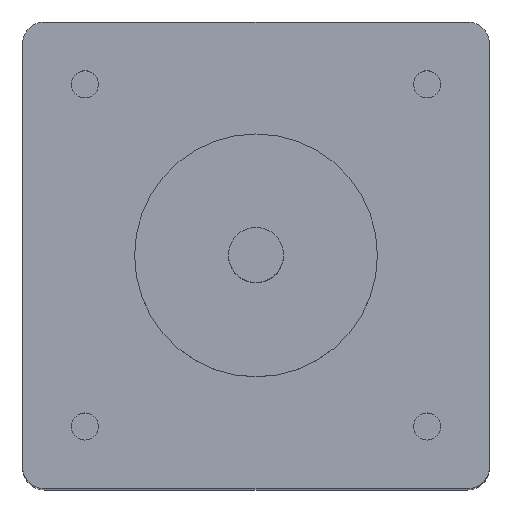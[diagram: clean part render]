
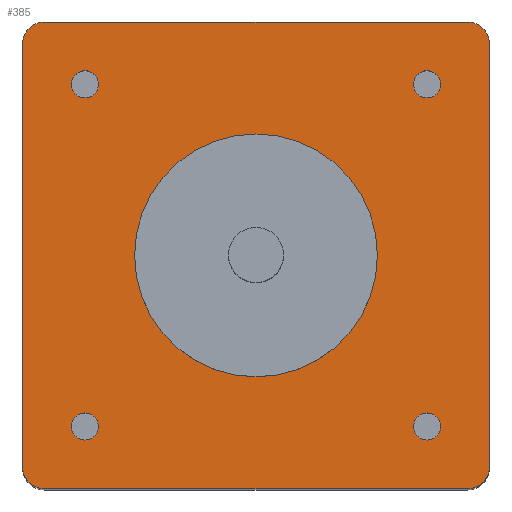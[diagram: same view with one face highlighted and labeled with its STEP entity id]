
A CAD part, top view. The second image highlights one B-rep face of the part: STEP entity #385.
In plain terms, the highlighted planar face has unit normal (0, 0, 1).
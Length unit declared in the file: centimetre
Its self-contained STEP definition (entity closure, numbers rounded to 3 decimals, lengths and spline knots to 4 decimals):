
#106=VECTOR('',#487,1.);
#107=VECTOR('',#490,1.);
#108=VECTOR('',#493,1.);
#109=VECTOR('',#496,1.);
#122=LINE('',#570,#106);
#123=LINE('',#574,#107);
#124=LINE('',#578,#108);
#125=LINE('',#582,#109);
#142=PLANE('',#421);
#149=VERTEX_POINT('',#528);
#151=VERTEX_POINT('',#534);
#153=VERTEX_POINT('',#540);
#155=VERTEX_POINT('',#546);
#159=VERTEX_POINT('',#558);
#162=VERTEX_POINT('',#565);
#163=VERTEX_POINT('',#567);
#164=VERTEX_POINT('',#571);
#165=VERTEX_POINT('',#573);
#166=VERTEX_POINT('',#575);
#167=VERTEX_POINT('',#577);
#168=VERTEX_POINT('',#579);
#169=VERTEX_POINT('',#581);
#177=CIRCLE('',#396,0.123);
#179=CIRCLE('',#400,0.123);
#181=CIRCLE('',#404,0.123);
#183=CIRCLE('',#408,0.123);
#187=CIRCLE('',#416,1.1);
#189=CIRCLE('',#420,0.2);
#190=CIRCLE('',#422,0.2);
#191=CIRCLE('',#423,0.2);
#192=CIRCLE('',#424,0.2);
#197=EDGE_CURVE('',#149,#149,#177,.T.);
#199=EDGE_CURVE('',#151,#151,#179,.T.);
#201=EDGE_CURVE('',#153,#153,#181,.T.);
#203=EDGE_CURVE('',#155,#155,#183,.T.);
#207=EDGE_CURVE('',#159,#159,#187,.T.);
#210=EDGE_CURVE('',#162,#163,#189,.T.);
#212=EDGE_CURVE('',#162,#164,#122,.T.);
#213=EDGE_CURVE('',#165,#164,#190,.T.);
#214=EDGE_CURVE('',#165,#166,#123,.T.);
#215=EDGE_CURVE('',#167,#166,#191,.T.);
#216=EDGE_CURVE('',#167,#168,#124,.T.);
#217=EDGE_CURVE('',#169,#168,#192,.T.);
#218=EDGE_CURVE('',#169,#163,#125,.T.);
#255=ORIENTED_EDGE('',*,*,#197,.T.);
#256=ORIENTED_EDGE('',*,*,#199,.T.);
#257=ORIENTED_EDGE('',*,*,#201,.T.);
#258=ORIENTED_EDGE('',*,*,#203,.T.);
#259=ORIENTED_EDGE('',*,*,#207,.T.);
#260=ORIENTED_EDGE('',*,*,#210,.F.);
#261=ORIENTED_EDGE('',*,*,#212,.T.);
#262=ORIENTED_EDGE('',*,*,#213,.F.);
#263=ORIENTED_EDGE('',*,*,#214,.T.);
#264=ORIENTED_EDGE('',*,*,#215,.F.);
#265=ORIENTED_EDGE('',*,*,#216,.T.);
#266=ORIENTED_EDGE('',*,*,#217,.F.);
#267=ORIENTED_EDGE('',*,*,#218,.T.);
#324=EDGE_LOOP('',(#255));
#325=EDGE_LOOP('',(#256));
#326=EDGE_LOOP('',(#257));
#327=EDGE_LOOP('',(#258));
#328=EDGE_LOOP('',(#259));
#329=EDGE_LOOP('',(#260,#261,#262,#263,#264,#265,#266,#267));
#358=FACE_BOUND('',#324,.T.);
#359=FACE_BOUND('',#325,.T.);
#360=FACE_BOUND('',#326,.T.);
#361=FACE_BOUND('',#327,.T.);
#362=FACE_BOUND('',#328,.T.);
#363=FACE_BOUND('',#329,.T.);
#385=ADVANCED_FACE('',(#358,#359,#360,#361,#362,#363),#142,.T.);
#396=AXIS2_PLACEMENT_3D('',#527,#440,#441);
#400=AXIS2_PLACEMENT_3D('',#533,#447,#448);
#404=AXIS2_PLACEMENT_3D('',#539,#454,#455);
#408=AXIS2_PLACEMENT_3D('',#545,#461,#462);
#416=AXIS2_PLACEMENT_3D('',#557,#475,#476);
#420=AXIS2_PLACEMENT_3D('',#566,#483,#484);
#421=AXIS2_PLACEMENT_3D('',#569,#486,$);
#422=AXIS2_PLACEMENT_3D('',#572,#488,#489);
#423=AXIS2_PLACEMENT_3D('',#576,#491,#492);
#424=AXIS2_PLACEMENT_3D('',#580,#494,#495);
#440=DIRECTION('',(0.,0.,-1.));
#441=DIRECTION('',(0.,0.123,0.));
#447=DIRECTION('',(0.,0.,-1.));
#448=DIRECTION('',(0.,0.123,0.));
#454=DIRECTION('',(0.,0.,-1.));
#455=DIRECTION('',(0.,0.123,0.));
#461=DIRECTION('',(0.,0.,-1.));
#462=DIRECTION('',(0.,0.123,0.));
#475=DIRECTION('',(0.,0.,-1.));
#476=DIRECTION('',(1.1,0.,0.));
#483=DIRECTION('',(0.,0.,-1.));
#484=DIRECTION('',(-0.141,-0.141,0.));
#486=DIRECTION('',(0.,0.,1.));
#487=DIRECTION('',(1.,0.,0.));
#488=DIRECTION('',(0.,0.,-1.));
#489=DIRECTION('',(0.141,-0.141,0.));
#490=DIRECTION('',(0.,1.,0.));
#491=DIRECTION('',(0.,0.,-1.));
#492=DIRECTION('',(0.141,0.141,0.));
#493=DIRECTION('',(-1.,0.,0.));
#494=DIRECTION('',(0.,0.,-1.));
#495=DIRECTION('',(-0.141,0.141,0.));
#496=DIRECTION('',(0.,-1.,0.));
#527=CARTESIAN_POINT('',(1.55,-1.55,0.));
#528=CARTESIAN_POINT('',(1.55,-1.4271,0.));
#533=CARTESIAN_POINT('',(1.55,1.55,0.));
#534=CARTESIAN_POINT('',(1.55,1.673,0.));
#539=CARTESIAN_POINT('',(-1.55,-1.55,0.));
#540=CARTESIAN_POINT('',(-1.55,-1.4271,0.));
#545=CARTESIAN_POINT('',(-1.55,1.55,0.));
#546=CARTESIAN_POINT('',(-1.55,1.673,0.));
#557=CARTESIAN_POINT('',(0.,0.,0.));
#558=CARTESIAN_POINT('',(1.1,0.,0.));
#565=CARTESIAN_POINT('',(-1.915,-2.115,0.));
#566=CARTESIAN_POINT('',(-1.915,-1.915,0.));
#567=CARTESIAN_POINT('',(-2.115,-1.915,0.));
#569=CARTESIAN_POINT('',(0.,0.,0.));
#570=CARTESIAN_POINT('',(-2.115,-2.115,0.));
#571=CARTESIAN_POINT('',(1.915,-2.115,0.));
#572=CARTESIAN_POINT('',(1.915,-1.915,0.));
#573=CARTESIAN_POINT('',(2.115,-1.915,0.));
#574=CARTESIAN_POINT('',(2.115,-2.115,0.));
#575=CARTESIAN_POINT('',(2.115,1.915,0.));
#576=CARTESIAN_POINT('',(1.915,1.915,0.));
#577=CARTESIAN_POINT('',(1.915,2.115,0.));
#578=CARTESIAN_POINT('',(2.115,2.115,0.));
#579=CARTESIAN_POINT('',(-1.915,2.115,0.));
#580=CARTESIAN_POINT('',(-1.915,1.915,0.));
#581=CARTESIAN_POINT('',(-2.115,1.915,0.));
#582=CARTESIAN_POINT('',(-2.115,2.115,0.));
